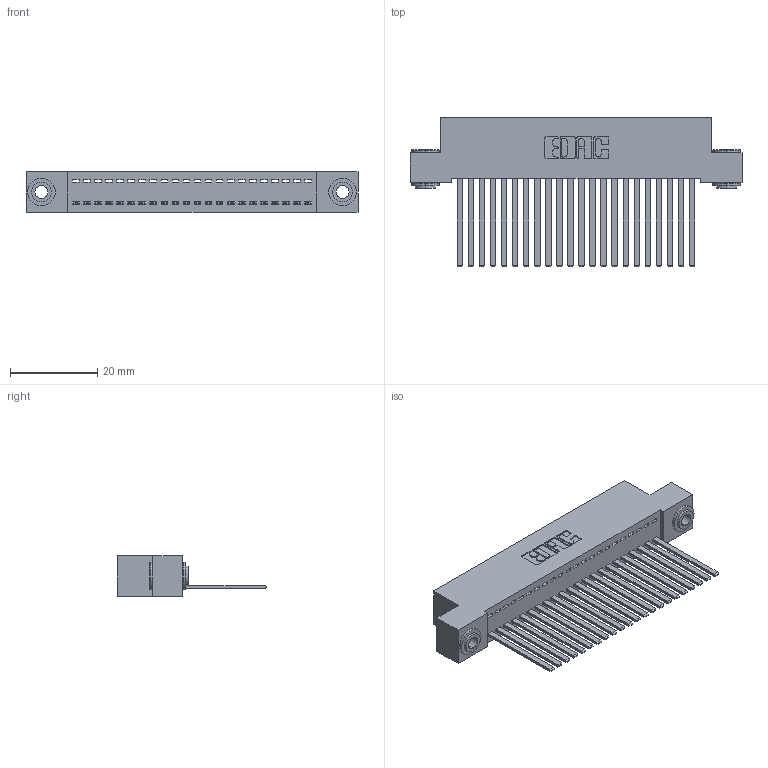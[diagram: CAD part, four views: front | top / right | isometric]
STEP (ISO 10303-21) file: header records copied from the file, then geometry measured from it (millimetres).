
FILE_DESCRIPTION (( 'STEP AP203' ), '1' );
FILE_NAME ('392-022-544-103.STEP', '2019-10-07T06:24:39', ( '' ), ( '' ), 'SwSTEP 2.0', 'SolidWorks 2016', '' );
FILE_SCHEMA (( 'CONFIG_CONTROL_DESIGN' ));
Length unit declared in the file: inch
Products named in the file (4): 342 Part_.156 TH; 345-292-001_345-293-144; 342-250-002_345-250-002-102; 392-022-544-103
Assembly tree (25 placements, depth 2):
  392-022-544-103
    342 Part_.156 TH
    345-292-001_345-293-144  x22
    342-250-002_345-250-002-102  x2
Bounding box: 76.2 x 34.3 x 9.4 mm (x, y, z)
Volume: 6885.2 mm3; surface area: 10688.4 mm2
Topology: 25 solids, 25 shells, 1292 faces, 3851 edges, 2534 vertices
Faces by surface type: plane 912, cylinder 372, cone 8
Entity records: 16370 total; most frequent: CARTESIAN_POINT 2803, ORIENTED_EDGE 2754, DIRECTION 2435, EDGE_CURVE 1377, LINE 1229, VECTOR 1229, VERTEX_POINT 914, AXIS2_PLACEMENT_3D 603
